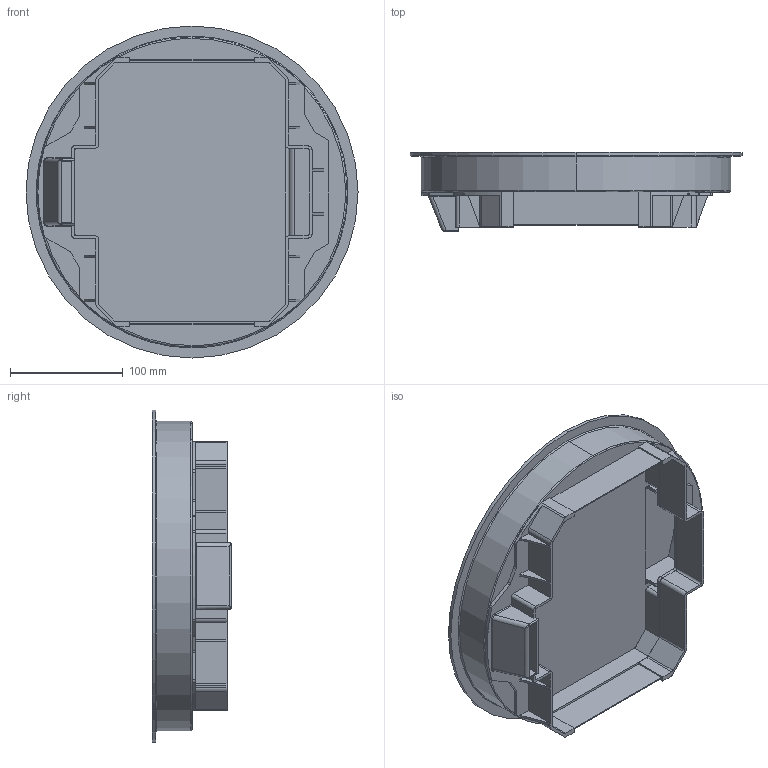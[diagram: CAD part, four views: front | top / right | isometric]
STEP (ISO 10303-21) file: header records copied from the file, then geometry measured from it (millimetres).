
FILE_DESCRIPTION (( 'STEP AP214' ), '1' );
FILE_NAME ('7405452_KSTP1.stp', '2016-05-03T13:05:08', ( '' ), ( '' ), 'SwSTEP 2.0', 'SolidWorks 2014', '' );
FILE_SCHEMA (( 'AUTOMOTIVE_DESIGN' ));
Length unit declared in the file: inch
Products named in the file (10): 40452A_Standard; 43397A_Standard; 42305G_Standard; 42920B_Standard; 43391A_Standard; 43392A_Standard; 43393A_Standard; 42762A_42762 K; 43390A_Standard; 7405452_KSTP1
Assembly tree (10 placements, depth 3):
  7405452_KSTP1
    43390A_Standard
    42762A_42762 K  x2
    43393A_Standard
    43392A_Standard
    43391A_Standard
    42920B_Standard
    42305G_Standard
    40452A_Standard
      43397A_Standard
Bounding box: 294 x 70 x 294 mm (x, y, z)
Volume: 1051288.6 mm3; surface area: 538843.5 mm2
Topology: 9 solids, 9 shells, 311 faces, 816 edges, 522 vertices
Faces by surface type: plane 201, cylinder 90, bspline 11, cone 9
Entity records: 14687 total; most frequent: CARTESIAN_POINT 2680, ORIENTED_EDGE 1604, DIRECTION 1591, EDGE_CURVE 802, VECTOR 561, LINE 561, AXIS2_PLACEMENT_3D 515, VERTEX_POINT 514
